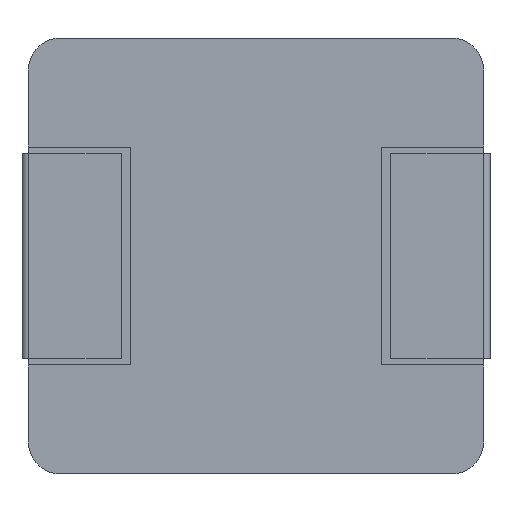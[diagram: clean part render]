
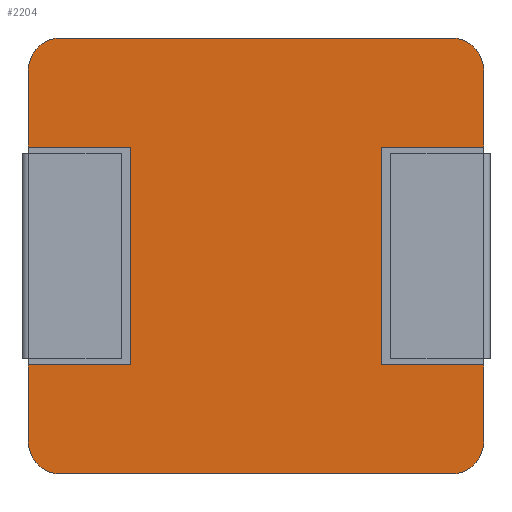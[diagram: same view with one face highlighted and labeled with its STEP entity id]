
A CAD part, front view. The second image highlights one B-rep face of the part: STEP entity #2204.
In plain terms, the highlighted planar face has unit normal (0, -1, 0).
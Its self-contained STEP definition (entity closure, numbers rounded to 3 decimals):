
#239 = VECTOR ( 'NONE', #5203, 1000. ) ;
#305 = CARTESIAN_POINT ( 'NONE',  ( 3.05, -1.45, 3.4 ) ) ;
#320 = CARTESIAN_POINT ( 'NONE',  ( 3.55, -1.45, 1.7 ) ) ;
#322 = CARTESIAN_POINT ( 'NONE',  ( 3.55, -1.45, 2.9 ) ) ;
#326 = CARTESIAN_POINT ( 'NONE',  ( 3.55, -1.45, -1.7 ) ) ;
#342 = CARTESIAN_POINT ( 'NONE',  ( 3.55, -1.45, -2.9 ) ) ;
#366 = CARTESIAN_POINT ( 'NONE',  ( -3.55, -1.45, -1.7 ) ) ;
#372 = CARTESIAN_POINT ( 'NONE',  ( -3.05, -1.45, 3.4 ) ) ;
#382 = CARTESIAN_POINT ( 'NONE',  ( -3.55, -1.45, -2.9 ) ) ;
#524 = CARTESIAN_POINT ( 'NONE',  ( -3.55, -1.45, 2.9 ) ) ;
#1154 = LINE ( 'NONE', #1155, #2569 ) ;
#1155 = CARTESIAN_POINT ( 'NONE',  ( -3.55, -1.45, 1.7 ) ) ;
#1156 = DIRECTION ( 'NONE',  ( -1., 0., 0. ) ) ;
#1157 = CARTESIAN_POINT ( 'NONE',  ( -3.05, -1.45, -2.9 ) ) ;
#1161 = DIRECTION ( 'NONE',  ( 0., -1., 0. ) ) ;
#1162 = DIRECTION ( 'NONE',  ( 0., 0., -1. ) ) ;
#1169 = CARTESIAN_POINT ( 'NONE',  ( -3.05, -1.45, 2.9 ) ) ;
#1170 = DIRECTION ( 'NONE',  ( 0., -1., 0. ) ) ;
#1171 = DIRECTION ( 'NONE',  ( 0., 0., -1. ) ) ;
#1239 = PLANE ( 'NONE',  #7848 ) ;
#1240 = CARTESIAN_POINT ( 'NONE',  ( 0., -1.45, 0. ) ) ;
#1241 = DIRECTION ( 'NONE',  ( 0., -1., 0. ) ) ;
#1242 = DIRECTION ( 'NONE',  ( 0., 0., -1. ) ) ;
#2113 = EDGE_CURVE ( 'NONE', #4621, #4584, #3963, .T. ) ;
#2116 = EDGE_CURVE ( 'NONE', #4621, #4618, #8296, .T. ) ;
#2119 = EDGE_CURVE ( 'NONE', #4737, #4584, #8305, .T. ) ;
#2120 = EDGE_CURVE ( 'NONE', #4717, #7609, #8308, .T. ) ;
#2121 = EDGE_CURVE ( 'NONE', #4628, #4654, #8311, .T. ) ;
#2127 = EDGE_CURVE ( 'NONE', #4567, #6286, #8341, .T. ) ;
#2129 = EDGE_CURVE ( 'NONE', #7609, #7669, #8347, .T. ) ;
#2135 = EDGE_CURVE ( 'NONE', #7604, #7594, #8365, .T. ) ;
#2179 = EDGE_CURVE ( 'NONE', #7587, #7615, #3045, .T. ) ;
#2180 = EDGE_CURVE ( 'NONE', #4618, #7587, #3048, .T. ) ;
#2181 = EDGE_CURVE ( 'NONE', #7615, #4628, #3051, .T. ) ;
#2184 = EDGE_CURVE ( 'NONE', #7604, #4654, #3919, .T. ) ;
#2190 = EDGE_CURVE ( 'NONE', #7669, #4567, #1154, .T. ) ;
#2192 = EDGE_CURVE ( 'NONE', #4772, #7594, #3971, .T. ) ;
#2195 = EDGE_CURVE ( 'NONE', #4737, #6286, #3968, .T. ) ;
#2204 = ADVANCED_FACE ( 'NONE', ( #7858 ), #1239, .T. ) ;
#2286 = EDGE_CURVE ( 'NONE', #4772, #4717, #5201, .T. ) ;
#2552 = VECTOR ( 'NONE', #3047, 1000. ) ;
#2554 = VECTOR ( 'NONE', #3050, 1000. ) ;
#2555 = VECTOR ( 'NONE', #3053, 1000. ) ;
#2569 = VECTOR ( 'NONE', #1156, 1000. ) ;
#2574 = AXIS2_PLACEMENT_3D ( 'NONE', #1157, #1161, #1162 ) ;
#2579 = AXIS2_PLACEMENT_3D ( 'NONE', #3071, #3072, #3073 ) ;
#2586 = AXIS2_PLACEMENT_3D ( 'NONE', #1169, #1170, #1171 ) ;
#2616 = VECTOR ( 'NONE', #2837, 1000. ) ;
#2617 = VECTOR ( 'NONE', #8343, 1000. ) ;
#2620 = VECTOR ( 'NONE', #8349, 1000. ) ;
#2836 = CARTESIAN_POINT ( 'NONE',  ( 3.55, -1.45, -3.4 ) ) ;
#2837 = DIRECTION ( 'NONE',  ( -1., 0., 0. ) ) ;
#3045 = LINE ( 'NONE', #3046, #2552 ) ;
#3046 = CARTESIAN_POINT ( 'NONE',  ( 1.95, -1.45, 1.7 ) ) ;
#3047 = DIRECTION ( 'NONE',  ( 0., 0., -1. ) ) ;
#3048 = LINE ( 'NONE', #3049, #2554 ) ;
#3049 = CARTESIAN_POINT ( 'NONE',  ( 3.55, -1.45, 1.7 ) ) ;
#3050 = DIRECTION ( 'NONE',  ( -1., 0., 0. ) ) ;
#3051 = LINE ( 'NONE', #3052, #2555 ) ;
#3052 = CARTESIAN_POINT ( 'NONE',  ( 3.55, -1.45, -1.7 ) ) ;
#3053 = DIRECTION ( 'NONE',  ( 1., 0., 0. ) ) ;
#3071 = CARTESIAN_POINT ( 'NONE',  ( 3.05, -1.45, -2.9 ) ) ;
#3072 = DIRECTION ( 'NONE',  ( 0., -1., 0. ) ) ;
#3073 = DIRECTION ( 'NONE',  ( 0., 0., -1. ) ) ;
#3919 = CIRCLE ( 'NONE', #2579, 0.5 ) ;
#3963 = CIRCLE ( 'NONE', #7831, 0.5 ) ;
#3968 = CIRCLE ( 'NONE', #2586, 0.5 ) ;
#3971 = CIRCLE ( 'NONE', #2574, 0.5 ) ;
#4567 = VERTEX_POINT ( 'NONE', #8026 ) ;
#4584 = VERTEX_POINT ( 'NONE', #305 ) ;
#4618 = VERTEX_POINT ( 'NONE', #320 ) ;
#4621 = VERTEX_POINT ( 'NONE', #322 ) ;
#4628 = VERTEX_POINT ( 'NONE', #326 ) ;
#4654 = VERTEX_POINT ( 'NONE', #342 ) ;
#4717 = VERTEX_POINT ( 'NONE', #366 ) ;
#4737 = VERTEX_POINT ( 'NONE', #372 ) ;
#4772 = VERTEX_POINT ( 'NONE', #382 ) ;
#5201 = LINE ( 'NONE', #5202, #239 ) ;
#5202 = CARTESIAN_POINT ( 'NONE',  ( -3.55, -1.45, -3.4 ) ) ;
#5203 = DIRECTION ( 'NONE',  ( 0., 0., 1. ) ) ;
#6286 = VERTEX_POINT ( 'NONE', #524 ) ;
#6388 = EDGE_LOOP ( 'NONE', ( #7681, #7527, #7535, #7518, #7525, #7523, #7533, #7529, #7540, #7522, #7517, #7520, #7514, #7524, #7519, #7528 ) ) ;
#7514 = ORIENTED_EDGE ( 'NONE', *, *, #2179, .F. ) ;
#7517 = ORIENTED_EDGE ( 'NONE', *, *, #2121, .F. ) ;
#7518 = ORIENTED_EDGE ( 'NONE', *, *, #2190, .F. ) ;
#7519 = ORIENTED_EDGE ( 'NONE', *, *, #2116, .F. ) ;
#7520 = ORIENTED_EDGE ( 'NONE', *, *, #2181, .F. ) ;
#7522 = ORIENTED_EDGE ( 'NONE', *, *, #2184, .T. ) ;
#7523 = ORIENTED_EDGE ( 'NONE', *, *, #2120, .F. ) ;
#7524 = ORIENTED_EDGE ( 'NONE', *, *, #2180, .F. ) ;
#7525 = ORIENTED_EDGE ( 'NONE', *, *, #2129, .F. ) ;
#7527 = ORIENTED_EDGE ( 'NONE', *, *, #2195, .T. ) ;
#7528 = ORIENTED_EDGE ( 'NONE', *, *, #2113, .T. ) ;
#7529 = ORIENTED_EDGE ( 'NONE', *, *, #2192, .T. ) ;
#7533 = ORIENTED_EDGE ( 'NONE', *, *, #2286, .F. ) ;
#7535 = ORIENTED_EDGE ( 'NONE', *, *, #2127, .F. ) ;
#7540 = ORIENTED_EDGE ( 'NONE', *, *, #2135, .F. ) ;
#7587 = VERTEX_POINT ( 'NONE', #8526 ) ;
#7594 = VERTEX_POINT ( 'NONE', #8530 ) ;
#7604 = VERTEX_POINT ( 'NONE', #8535 ) ;
#7609 = VERTEX_POINT ( 'NONE', #8539 ) ;
#7615 = VERTEX_POINT ( 'NONE', #8542 ) ;
#7669 = VERTEX_POINT ( 'NONE', #8580 ) ;
#7681 = ORIENTED_EDGE ( 'NONE', *, *, #2119, .F. ) ;
#7813 = VECTOR ( 'NONE', #8307, 1000. ) ;
#7815 = VECTOR ( 'NONE', #8313, 1000. ) ;
#7826 = VECTOR ( 'NONE', #8298, 1000. ) ;
#7830 = VECTOR ( 'NONE', #8310, 1000. ) ;
#7831 = AXIS2_PLACEMENT_3D ( 'NONE', #8261, #8271, #8272 ) ;
#7848 = AXIS2_PLACEMENT_3D ( 'NONE', #1240, #1241, #1242 ) ;
#7858 = FACE_OUTER_BOUND ( 'NONE', #6388, .T. ) ;
#8026 = CARTESIAN_POINT ( 'NONE',  ( -3.55, -1.45, 1.7 ) ) ;
#8261 = CARTESIAN_POINT ( 'NONE',  ( 3.05, -1.45, 2.9 ) ) ;
#8271 = DIRECTION ( 'NONE',  ( 0., -1., 0. ) ) ;
#8272 = DIRECTION ( 'NONE',  ( 0., 0., -1. ) ) ;
#8296 = LINE ( 'NONE', #8297, #7826 ) ;
#8297 = CARTESIAN_POINT ( 'NONE',  ( 3.55, -1.45, -3.4 ) ) ;
#8298 = DIRECTION ( 'NONE',  ( 0., 0., -1. ) ) ;
#8305 = LINE ( 'NONE', #8306, #7813 ) ;
#8306 = CARTESIAN_POINT ( 'NONE',  ( 3.55, -1.45, 3.4 ) ) ;
#8307 = DIRECTION ( 'NONE',  ( 1., 0., 0. ) ) ;
#8308 = LINE ( 'NONE', #8309, #7830 ) ;
#8309 = CARTESIAN_POINT ( 'NONE',  ( -3.55, -1.45, -1.7 ) ) ;
#8310 = DIRECTION ( 'NONE',  ( 1., 0., 0. ) ) ;
#8311 = LINE ( 'NONE', #8312, #7815 ) ;
#8312 = CARTESIAN_POINT ( 'NONE',  ( 3.55, -1.45, -3.4 ) ) ;
#8313 = DIRECTION ( 'NONE',  ( 0., 0., -1. ) ) ;
#8341 = LINE ( 'NONE', #8342, #2617 ) ;
#8342 = CARTESIAN_POINT ( 'NONE',  ( -3.55, -1.45, -3.4 ) ) ;
#8343 = DIRECTION ( 'NONE',  ( 0., 0., 1. ) ) ;
#8347 = LINE ( 'NONE', #8348, #2620 ) ;
#8348 = CARTESIAN_POINT ( 'NONE',  ( -1.95, -1.45, 1.7 ) ) ;
#8349 = DIRECTION ( 'NONE',  ( 0., 0., 1. ) ) ;
#8365 = LINE ( 'NONE', #2836, #2616 ) ;
#8526 = CARTESIAN_POINT ( 'NONE',  ( 1.95, -1.45, 1.7 ) ) ;
#8530 = CARTESIAN_POINT ( 'NONE',  ( -3.05, -1.45, -3.4 ) ) ;
#8535 = CARTESIAN_POINT ( 'NONE',  ( 3.05, -1.45, -3.4 ) ) ;
#8539 = CARTESIAN_POINT ( 'NONE',  ( -1.95, -1.45, -1.7 ) ) ;
#8542 = CARTESIAN_POINT ( 'NONE',  ( 1.95, -1.45, -1.7 ) ) ;
#8580 = CARTESIAN_POINT ( 'NONE',  ( -1.95, -1.45, 1.7 ) ) ;
